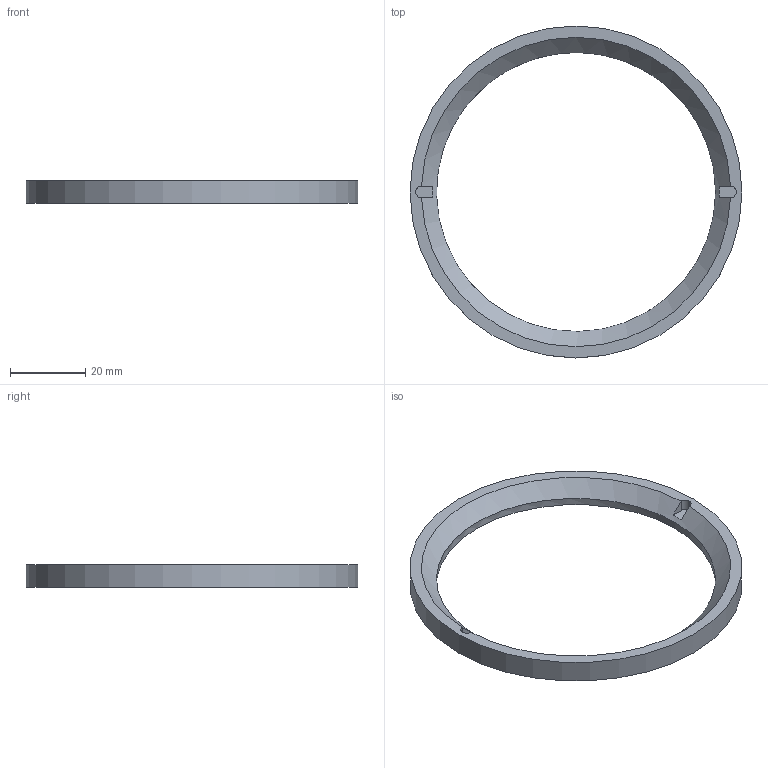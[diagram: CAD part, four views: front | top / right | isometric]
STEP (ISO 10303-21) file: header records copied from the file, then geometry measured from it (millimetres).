
FILE_DESCRIPTION(/* description */ ('Alibre Inc.'),/* implementation_level */ '2;1');
FILE_NAME(/* name */ 'export-12CE3F38-D6B5-4D51-89A4-FA534C21CE9D',/* time_stamp */ '2021-07-02T15:23:01+02:00',/* author */ (''),/* organization */ (''),/* preprocessor_version */ 'ST-DEVELOPER v17',/* originating_system */ 'Alibre',/* authorisation */ '');
FILE_SCHEMA (('AUTOMOTIVE_DESIGN'));
Length unit declared in the file: millimetre
Bounding box: 88 x 88 x 6 mm (x, y, z)
Volume: 8710.7 mm3; surface area: 6131.8 mm2
Topology: 1 solids, 1 shells, 17 faces, 45 edges, 30 vertices
Faces by surface type: plane 10, cylinder 6, cone 1
Full cylindrical faces by diameter (mm): 74 x1, 88 x1
Entity records: 482 total; most frequent: CARTESIAN_POINT 87, ORIENTED_EDGE 80, DIRECTION 69, EDGE_CURVE 40, AXIS2_PLACEMENT_3D 29, VERTEX_POINT 28, EDGE_LOOP 22, FACE_BOUND 22
